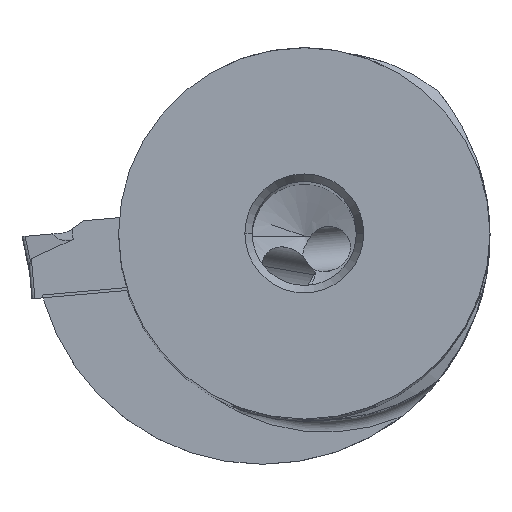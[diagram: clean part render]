
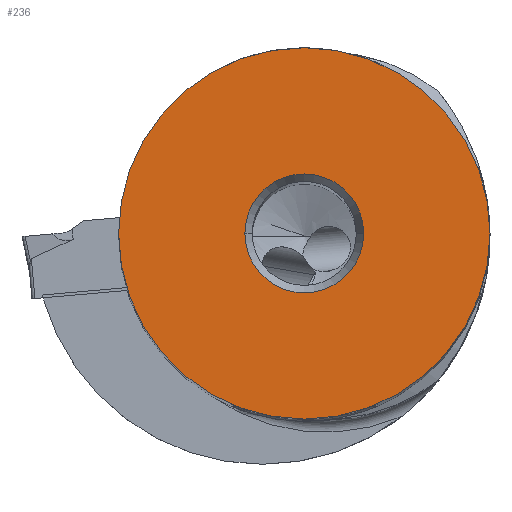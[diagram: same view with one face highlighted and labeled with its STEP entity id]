
A CAD part, top view. The second image highlights one B-rep face of the part: STEP entity #236.
In plain terms, the highlighted planar face has unit normal (0, 0, 1).
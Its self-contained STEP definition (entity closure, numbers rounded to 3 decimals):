
#60=FACE_BOUND('',#536,.T.);
#61=FACE_BOUND('',#537,.T.);
#236=ADVANCED_FACE('',(#60,#61),#325,.T.);
#325=PLANE('',#2874);
#536=EDGE_LOOP('',(#1039,#1040));
#537=EDGE_LOOP('',(#1041,#1042));
#1039=ORIENTED_EDGE('',*,*,#1847,.F.);
#1040=ORIENTED_EDGE('',*,*,#1852,.F.);
#1041=ORIENTED_EDGE('',*,*,#1853,.F.);
#1042=ORIENTED_EDGE('',*,*,#1854,.F.);
#1520=VERTEX_POINT('',#5156);
#1521=VERTEX_POINT('',#5158);
#1526=VERTEX_POINT('',#5171);
#1527=VERTEX_POINT('',#5172);
#1847=EDGE_CURVE('',#1521,#1520,#2184,.T.);
#1852=EDGE_CURVE('',#1520,#1521,#2185,.T.);
#1853=EDGE_CURVE('',#1526,#1527,#2186,.T.);
#1854=EDGE_CURVE('',#1527,#1526,#2187,.T.);
#2184=CIRCLE('',#2867,12.5);
#2185=CIRCLE('',#2871,12.5);
#2186=CIRCLE('',#2872,4.);
#2187=CIRCLE('',#2873,4.);
#2867=AXIS2_PLACEMENT_3D('',#5159,#3371,#3372);
#2871=AXIS2_PLACEMENT_3D('',#5169,#3381,#3382);
#2872=AXIS2_PLACEMENT_3D('',#5170,#3383,#3384);
#2873=AXIS2_PLACEMENT_3D('',#5173,#3385,#3386);
#2874=AXIS2_PLACEMENT_3D('',#5174,#3387,#3388);
#3371=DIRECTION('',(0.,0.,-1.));
#3372=DIRECTION('',(-1.,0.,0.));
#3381=DIRECTION('',(0.,0.,-1.));
#3382=DIRECTION('',(1.,0.,0.));
#3383=DIRECTION('',(0.,0.,1.));
#3384=DIRECTION('',(-1.,0.,0.));
#3385=DIRECTION('',(0.,0.,1.));
#3386=DIRECTION('',(1.,0.,0.));
#3387=DIRECTION('',(0.,0.,1.));
#3388=DIRECTION('',(-1.,0.,0.));
#5156=CARTESIAN_POINT('',(12.5,0.,0.));
#5158=CARTESIAN_POINT('',(-12.5,0.,0.));
#5159=CARTESIAN_POINT('',(0.,0.,0.));
#5169=CARTESIAN_POINT('',(0.,0.,0.));
#5170=CARTESIAN_POINT('',(0.,0.,0.));
#5171=CARTESIAN_POINT('',(-4.,0.,0.));
#5172=CARTESIAN_POINT('',(4.,0.,0.));
#5173=CARTESIAN_POINT('',(0.,0.,0.));
#5174=CARTESIAN_POINT('',(0.,0.,0.));
